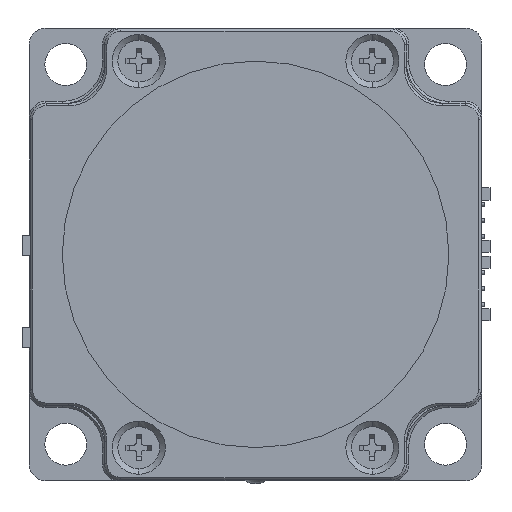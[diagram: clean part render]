
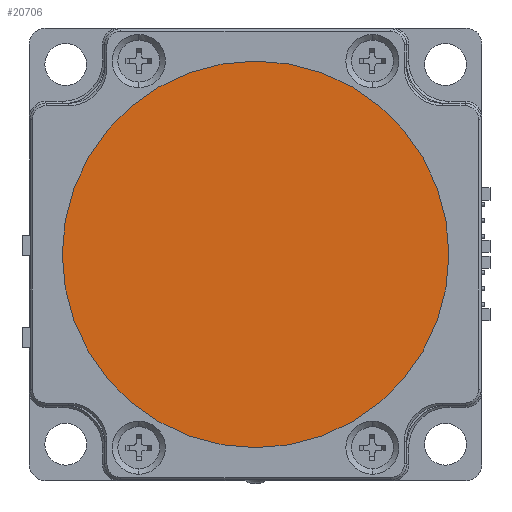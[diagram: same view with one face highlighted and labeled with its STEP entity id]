
A CAD part, front view. The second image highlights one B-rep face of the part: STEP entity #20706.
In plain terms, the highlighted planar face has unit normal (0, -1, 0).
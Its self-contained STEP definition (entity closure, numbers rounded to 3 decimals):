
#360 = EDGE_CURVE ( 'NONE', #19311, #28316, #33805, .T. ) ;
#392 = AXIS2_PLACEMENT_3D ( 'NONE', #28160, #11977, #27961 ) ;
#923 = AXIS2_PLACEMENT_3D ( 'NONE', #8892, #20207, #3178 ) ;
#3178 = DIRECTION ( 'NONE',  ( 0., 0., -1. ) ) ;
#8892 = CARTESIAN_POINT ( 'NONE',  ( 0., 0.8, 0. ) ) ;
#11018 = CARTESIAN_POINT ( 'NONE',  ( 0., 0.8, 0. ) ) ;
#11977 = DIRECTION ( 'NONE',  ( 0., -1., 0. ) ) ;
#14031 = EDGE_LOOP ( 'NONE', ( #17655, #17651 ) ) ;
#17651 = ORIENTED_EDGE ( 'NONE', *, *, #360, .T. ) ;
#17655 = ORIENTED_EDGE ( 'NONE', *, *, #31218, .T. ) ;
#18045 = AXIS2_PLACEMENT_3D ( 'NONE', #11018, #22736, #20167 ) ;
#19311 = VERTEX_POINT ( 'NONE', #27373 ) ;
#19992 = CARTESIAN_POINT ( 'NONE',  ( 0., 0.8, -24. ) ) ;
#20167 = DIRECTION ( 'NONE',  ( 0., 0., -1. ) ) ;
#20207 = DIRECTION ( 'NONE',  ( 0., -1., 0. ) ) ;
#20706 = ADVANCED_FACE ( 'NONE', ( #23503 ), #31425, .T. ) ;
#21544 = CIRCLE ( 'NONE', #18045, 24. ) ;
#22736 = DIRECTION ( 'NONE',  ( 0., -1., 0. ) ) ;
#23503 = FACE_OUTER_BOUND ( 'NONE', #14031, .T. ) ;
#27373 = CARTESIAN_POINT ( 'NONE',  ( 0., 0.8, 24. ) ) ;
#27961 = DIRECTION ( 'NONE',  ( 0., 0., -1. ) ) ;
#28160 = CARTESIAN_POINT ( 'NONE',  ( 0., 0.8, 0. ) ) ;
#28316 = VERTEX_POINT ( 'NONE', #19992 ) ;
#31218 = EDGE_CURVE ( 'NONE', #28316, #19311, #21544, .T. ) ;
#31425 = PLANE ( 'NONE',  #923 ) ;
#33805 = CIRCLE ( 'NONE', #392, 24. ) ;
